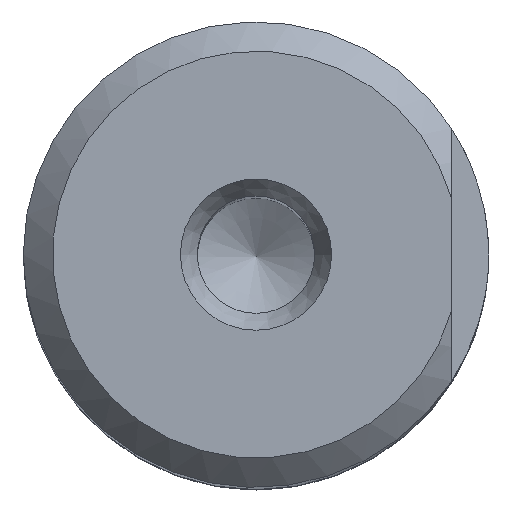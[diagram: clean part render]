
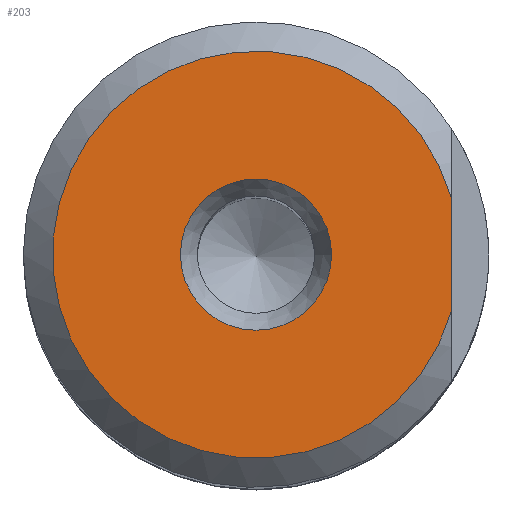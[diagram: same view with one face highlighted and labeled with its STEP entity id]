
A CAD part, top view. The second image highlights one B-rep face of the part: STEP entity #203.
In plain terms, the highlighted planar face has unit normal (0, 0, 1).
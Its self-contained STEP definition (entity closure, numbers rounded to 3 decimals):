
#138=PLANE('',#875);
#203=ADVANCED_FACE('',(#272,#273),#138,.F.);
#272=FACE_BOUND('',#390,.T.);
#273=FACE_BOUND('',#391,.T.);
#390=EDGE_LOOP('',(#581,#582));
#391=EDGE_LOOP('',(#583));
#509=CIRCLE('',#872,13.875);
#510=CIRCLE('',#874,5.155);
#581=ORIENTED_EDGE('',*,*,#788,.T.);
#582=ORIENTED_EDGE('',*,*,#790,.T.);
#583=ORIENTED_EDGE('',*,*,#791,.F.);
#719=VERTEX_POINT('',#1197);
#720=VERTEX_POINT('',#1199);
#721=VERTEX_POINT('',#1207);
#788=EDGE_CURVE('',#720,#719,#509,.T.);
#790=EDGE_CURVE('',#719,#720,#853,.T.);
#791=EDGE_CURVE('',#721,#721,#510,.T.);
#853=LINE('',#1205,#861);
#861=VECTOR('',#974,1.);
#872=AXIS2_PLACEMENT_3D('',#1198,#970,#971);
#874=AXIS2_PLACEMENT_3D('',#1206,#975,#976);
#875=AXIS2_PLACEMENT_3D('',#1208,#977,#978);
#970=DIRECTION('',(0.,0.,1.));
#971=DIRECTION('',(-1.,0.,0.));
#974=DIRECTION('',(0.,1.,0.));
#975=DIRECTION('',(0.,0.,1.));
#976=DIRECTION('',(1.,0.,0.));
#977=DIRECTION('',(0.,0.,-1.));
#978=DIRECTION('',(-1.,0.,0.));
#1197=CARTESIAN_POINT('',(13.325,-3.868,71.9));
#1198=CARTESIAN_POINT('',(0.,0.,71.9));
#1199=CARTESIAN_POINT('',(13.325,3.868,71.9));
#1205=CARTESIAN_POINT('',(13.325,-31.75,71.9));
#1206=CARTESIAN_POINT('',(0.,0.,71.9));
#1207=CARTESIAN_POINT('',(5.155,0.,71.9));
#1208=CARTESIAN_POINT('',(15.875,0.,71.9));
